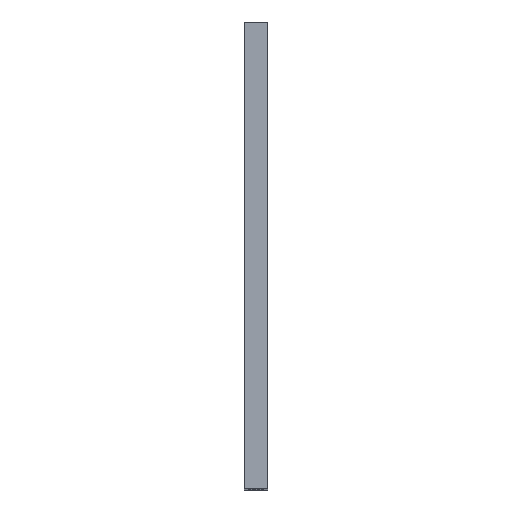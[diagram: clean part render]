
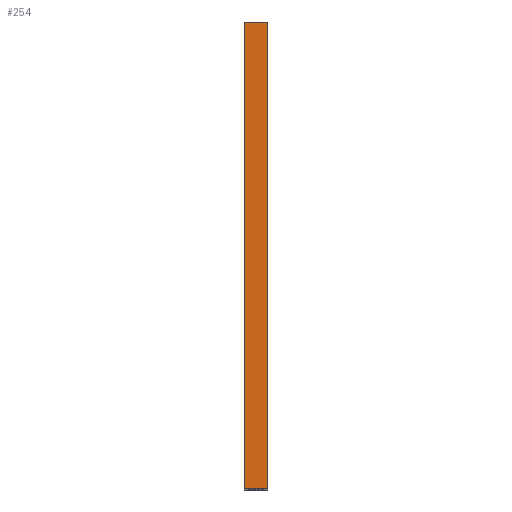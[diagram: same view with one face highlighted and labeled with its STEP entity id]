
A CAD part, top view. The second image highlights one B-rep face of the part: STEP entity #254.
In plain terms, the highlighted planar face has unit normal (0, 0, 1).
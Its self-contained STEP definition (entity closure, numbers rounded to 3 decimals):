
#59 = LINE ( 'NONE', #310, #2043 ) ;
#137 = DIRECTION ( 'NONE',  ( 1., 0., 0. ) ) ;
#214 = VERTEX_POINT ( 'NONE', #452 ) ;
#254 = ADVANCED_FACE ( 'NONE', ( #2209 ), #495, .F. ) ;
#310 = CARTESIAN_POINT ( 'NONE',  ( -3., 120., 80. ) ) ;
#423 = LINE ( 'NONE', #531, #1388 ) ;
#452 = CARTESIAN_POINT ( 'NONE',  ( -3., 0., 80. ) ) ;
#470 = CARTESIAN_POINT ( 'NONE',  ( -3., 120., 80. ) ) ;
#495 = PLANE ( 'NONE',  #1096 ) ;
#531 = CARTESIAN_POINT ( 'NONE',  ( -3., 120., 80. ) ) ;
#602 = VECTOR ( 'NONE', #1703, 1000. ) ;
#609 = CARTESIAN_POINT ( 'NONE',  ( 3., 120., 80. ) ) ;
#624 = EDGE_CURVE ( 'NONE', #1029, #214, #423, .T. ) ;
#643 = LINE ( 'NONE', #1045, #2080 ) ;
#662 = DIRECTION ( 'NONE',  ( -1., 0., 0. ) ) ;
#820 = DIRECTION ( 'NONE',  ( 0., 0., -1. ) ) ;
#964 = EDGE_CURVE ( 'NONE', #214, #1107, #1496, .T. ) ;
#973 = EDGE_CURVE ( 'NONE', #1029, #1317, #59, .T. ) ;
#1029 = VERTEX_POINT ( 'NONE', #1887 ) ;
#1045 = CARTESIAN_POINT ( 'NONE',  ( 3., 120., 80. ) ) ;
#1096 = AXIS2_PLACEMENT_3D ( 'NONE', #470, #820, #662 ) ;
#1107 = VERTEX_POINT ( 'NONE', #1213 ) ;
#1176 = ORIENTED_EDGE ( 'NONE', *, *, #624, .T. ) ;
#1198 = DIRECTION ( 'NONE',  ( 0., -1., 0. ) ) ;
#1207 = ORIENTED_EDGE ( 'NONE', *, *, #973, .F. ) ;
#1213 = CARTESIAN_POINT ( 'NONE',  ( 3., 0., 80. ) ) ;
#1231 = DIRECTION ( 'NONE',  ( 0., -1., 0. ) ) ;
#1317 = VERTEX_POINT ( 'NONE', #609 ) ;
#1388 = VECTOR ( 'NONE', #1198, 1000. ) ;
#1496 = LINE ( 'NONE', #1867, #602 ) ;
#1507 = ORIENTED_EDGE ( 'NONE', *, *, #964, .T. ) ;
#1703 = DIRECTION ( 'NONE',  ( 1., 0., 0. ) ) ;
#1778 = EDGE_LOOP ( 'NONE', ( #1507, #1965, #1207, #1176 ) ) ;
#1791 = EDGE_CURVE ( 'NONE', #1317, #1107, #643, .T. ) ;
#1867 = CARTESIAN_POINT ( 'NONE',  ( -3., 0., 80. ) ) ;
#1887 = CARTESIAN_POINT ( 'NONE',  ( -3., 120., 80. ) ) ;
#1965 = ORIENTED_EDGE ( 'NONE', *, *, #1791, .F. ) ;
#2043 = VECTOR ( 'NONE', #137, 1000. ) ;
#2080 = VECTOR ( 'NONE', #1231, 1000. ) ;
#2209 = FACE_OUTER_BOUND ( 'NONE', #1778, .T. ) ;
